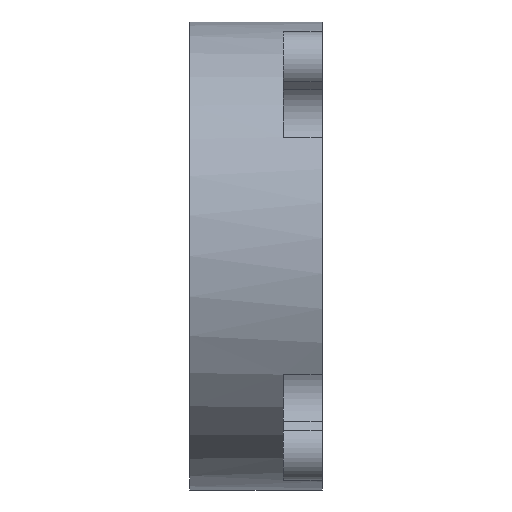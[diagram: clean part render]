
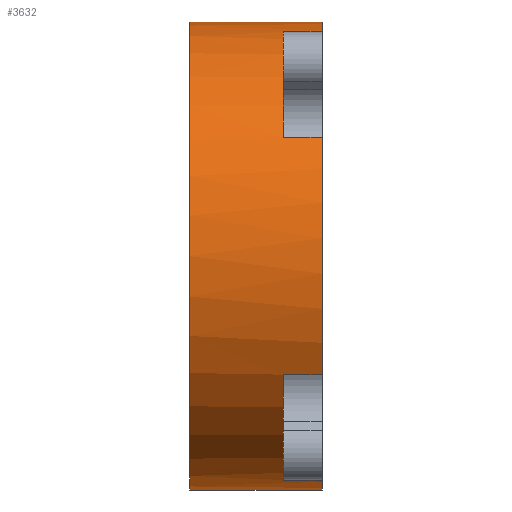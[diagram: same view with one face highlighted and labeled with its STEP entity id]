
A CAD part, left-side view. The second image highlights one B-rep face of the part: STEP entity #3632.
In plain terms, the highlighted cylindrical face has radius 60 mm (diameter 120 mm), a partial arc.
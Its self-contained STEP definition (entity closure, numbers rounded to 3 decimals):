
#96 = ORIENTED_EDGE ( 'NONE', *, *, #6041, .F. ) ;
#97 = FACE_OUTER_BOUND ( 'NONE', #1989, .T. ) ;
#134 = AXIS2_PLACEMENT_3D ( 'NONE', #2643, #855, #286 ) ;
#190 = LINE ( 'NONE', #870, #6183 ) ;
#232 = DIRECTION ( 'NONE',  ( 0., 1., 0. ) ) ;
#286 = DIRECTION ( 'NONE',  ( 0., 0., 1. ) ) ;
#390 = VERTEX_POINT ( 'NONE', #7486 ) ;
#479 = DIRECTION ( 'NONE',  ( 0., -1., 0. ) ) ;
#782 = LINE ( 'NONE', #4428, #5706 ) ;
#855 = DIRECTION ( 'NONE',  ( 0., 1., 0. ) ) ;
#868 = EDGE_CURVE ( 'NONE', #5927, #1607, #3226, .T. ) ;
#870 = CARTESIAN_POINT ( 'NONE',  ( 0., 9., 60. ) ) ;
#925 = VERTEX_POINT ( 'NONE', #6546 ) ;
#963 = ORIENTED_EDGE ( 'NONE', *, *, #7459, .T. ) ;
#1208 = CIRCLE ( 'NONE', #5665, 60. ) ;
#1299 = CARTESIAN_POINT ( 'NONE',  ( -51.709, 10., -30.433 ) ) ;
#1510 = DIRECTION ( 'NONE',  ( 0., 1., 0. ) ) ;
#1547 = AXIS2_PLACEMENT_3D ( 'NONE', #6996, #1510, #6245 ) ;
#1607 = VERTEX_POINT ( 'NONE', #3943 ) ;
#1898 = LINE ( 'NONE', #6225, #2119 ) ;
#1989 = EDGE_LOOP ( 'NONE', ( #2430, #96, #2729, #6590, #5345, #963, #5654, #5188, #3114, #2067, #3211, #7175 ) ) ;
#2008 = EDGE_CURVE ( 'NONE', #390, #7928, #4073, .T. ) ;
#2067 = ORIENTED_EDGE ( 'NONE', *, *, #7511, .T. ) ;
#2119 = VECTOR ( 'NONE', #6184, 1000. ) ;
#2166 = DIRECTION ( 'NONE',  ( 0., -1., 0. ) ) ;
#2197 = CARTESIAN_POINT ( 'NONE',  ( -51.686, 10., 30.473 ) ) ;
#2382 = DIRECTION ( 'NONE',  ( 0., 0., -1. ) ) ;
#2430 = ORIENTED_EDGE ( 'NONE', *, *, #4524, .F. ) ;
#2598 = VECTOR ( 'NONE', #479, 1000. ) ;
#2643 = CARTESIAN_POINT ( 'NONE',  ( 0., 0., 0. ) ) ;
#2729 = ORIENTED_EDGE ( 'NONE', *, *, #2008, .T. ) ;
#2765 = CARTESIAN_POINT ( 'NONE',  ( 0., 0., 0. ) ) ;
#2784 = CARTESIAN_POINT ( 'NONE',  ( 0., 9., -60. ) ) ;
#2872 = LINE ( 'NONE', #2197, #3205 ) ;
#2971 = CYLINDRICAL_SURFACE ( 'NONE', #3893, 60. ) ;
#2986 = CARTESIAN_POINT ( 'NONE',  ( -30.473, 0., -51.686 ) ) ;
#3114 = ORIENTED_EDGE ( 'NONE', *, *, #7251, .F. ) ;
#3173 = DIRECTION ( 'NONE',  ( 0., 0., 1. ) ) ;
#3205 = VECTOR ( 'NONE', #3471, 1000. ) ;
#3211 = ORIENTED_EDGE ( 'NONE', *, *, #3637, .T. ) ;
#3226 = CIRCLE ( 'NONE', #7339, 60. ) ;
#3268 = CARTESIAN_POINT ( 'NONE',  ( 0., 10., 0. ) ) ;
#3471 = DIRECTION ( 'NONE',  ( 0., -1., 0. ) ) ;
#3632 = ADVANCED_FACE ( 'NONE', ( #97 ), #2971, .T. ) ;
#3637 = EDGE_CURVE ( 'NONE', #925, #5927, #1898, .T. ) ;
#3893 = AXIS2_PLACEMENT_3D ( 'NONE', #7350, #5427, #2382 ) ;
#3943 = CARTESIAN_POINT ( 'NONE',  ( 0., 0., 60. ) ) ;
#4061 = VECTOR ( 'NONE', #7161, 1000. ) ;
#4073 = LINE ( 'NONE', #2784, #2598 ) ;
#4157 = LINE ( 'NONE', #4679, #4061 ) ;
#4242 = EDGE_CURVE ( 'NONE', #4738, #4662, #4157, .T. ) ;
#4424 = DIRECTION ( 'NONE',  ( 0., 0., 1. ) ) ;
#4428 = CARTESIAN_POINT ( 'NONE',  ( -30.473, 10., -51.686 ) ) ;
#4457 = CARTESIAN_POINT ( 'NONE',  ( -51.686, 0., 30.473 ) ) ;
#4485 = CARTESIAN_POINT ( 'NONE',  ( -51.686, 10., 30.473 ) ) ;
#4524 = EDGE_CURVE ( 'NONE', #7002, #1607, #190, .T. ) ;
#4572 = CARTESIAN_POINT ( 'NONE',  ( 0., 0., -60. ) ) ;
#4612 = CIRCLE ( 'NONE', #134, 60. ) ;
#4662 = VERTEX_POINT ( 'NONE', #7276 ) ;
#4679 = CARTESIAN_POINT ( 'NONE',  ( -51.709, 10., -30.433 ) ) ;
#4738 = VERTEX_POINT ( 'NONE', #1299 ) ;
#4755 = CIRCLE ( 'NONE', #5772, 60. ) ;
#4907 = CARTESIAN_POINT ( 'NONE',  ( 0., 0., 0. ) ) ;
#4946 = VERTEX_POINT ( 'NONE', #4457 ) ;
#5188 = ORIENTED_EDGE ( 'NONE', *, *, #6013, .T. ) ;
#5298 = DIRECTION ( 'NONE',  ( 0., 0., 1. ) ) ;
#5345 = ORIENTED_EDGE ( 'NONE', *, *, #7922, .F. ) ;
#5427 = DIRECTION ( 'NONE',  ( 0., -1., 0. ) ) ;
#5543 = CARTESIAN_POINT ( 'NONE',  ( 0., 34., 0. ) ) ;
#5654 = ORIENTED_EDGE ( 'NONE', *, *, #4242, .T. ) ;
#5665 = AXIS2_PLACEMENT_3D ( 'NONE', #5543, #7480, #3173 ) ;
#5706 = VECTOR ( 'NONE', #2166, 1000. ) ;
#5772 = AXIS2_PLACEMENT_3D ( 'NONE', #3268, #232, #7492 ) ;
#5927 = VERTEX_POINT ( 'NONE', #6489 ) ;
#6013 = EDGE_CURVE ( 'NONE', #4662, #4946, #6192, .T. ) ;
#6041 = EDGE_CURVE ( 'NONE', #390, #7002, #1208, .T. ) ;
#6183 = VECTOR ( 'NONE', #6390, 1000. ) ;
#6184 = DIRECTION ( 'NONE',  ( 0., -1., 0. ) ) ;
#6192 = CIRCLE ( 'NONE', #7077, 60. ) ;
#6225 = CARTESIAN_POINT ( 'NONE',  ( -30.433, 10., 51.709 ) ) ;
#6233 = DIRECTION ( 'NONE',  ( 0., 1., 0. ) ) ;
#6245 = DIRECTION ( 'NONE',  ( 0., 0., -1. ) ) ;
#6381 = DIRECTION ( 'NONE',  ( 0., 1., 0. ) ) ;
#6390 = DIRECTION ( 'NONE',  ( 0., -1., 0. ) ) ;
#6448 = VERTEX_POINT ( 'NONE', #6746 ) ;
#6489 = CARTESIAN_POINT ( 'NONE',  ( -30.433, 0., 51.709 ) ) ;
#6546 = CARTESIAN_POINT ( 'NONE',  ( -30.433, 10., 51.709 ) ) ;
#6590 = ORIENTED_EDGE ( 'NONE', *, *, #6592, .T. ) ;
#6592 = EDGE_CURVE ( 'NONE', #7928, #7701, #4612, .T. ) ;
#6604 = VERTEX_POINT ( 'NONE', #4485 ) ;
#6746 = CARTESIAN_POINT ( 'NONE',  ( -30.473, 10., -51.686 ) ) ;
#6774 = CARTESIAN_POINT ( 'NONE',  ( 0., 34., 60. ) ) ;
#6996 = CARTESIAN_POINT ( 'NONE',  ( 0., 10., 0. ) ) ;
#7002 = VERTEX_POINT ( 'NONE', #6774 ) ;
#7077 = AXIS2_PLACEMENT_3D ( 'NONE', #4907, #6233, #4424 ) ;
#7161 = DIRECTION ( 'NONE',  ( 0., -1., 0. ) ) ;
#7175 = ORIENTED_EDGE ( 'NONE', *, *, #868, .T. ) ;
#7179 = CIRCLE ( 'NONE', #1547, 60. ) ;
#7251 = EDGE_CURVE ( 'NONE', #6604, #4946, #2872, .T. ) ;
#7276 = CARTESIAN_POINT ( 'NONE',  ( -51.709, 0., -30.433 ) ) ;
#7339 = AXIS2_PLACEMENT_3D ( 'NONE', #2765, #6381, #5298 ) ;
#7350 = CARTESIAN_POINT ( 'NONE',  ( 0., 9., 0. ) ) ;
#7459 = EDGE_CURVE ( 'NONE', #6448, #4738, #7179, .T. ) ;
#7480 = DIRECTION ( 'NONE',  ( 0., 1., 0. ) ) ;
#7486 = CARTESIAN_POINT ( 'NONE',  ( 0., 34., -60. ) ) ;
#7492 = DIRECTION ( 'NONE',  ( 0., 0., -1. ) ) ;
#7511 = EDGE_CURVE ( 'NONE', #6604, #925, #4755, .T. ) ;
#7701 = VERTEX_POINT ( 'NONE', #2986 ) ;
#7922 = EDGE_CURVE ( 'NONE', #6448, #7701, #782, .T. ) ;
#7928 = VERTEX_POINT ( 'NONE', #4572 ) ;
